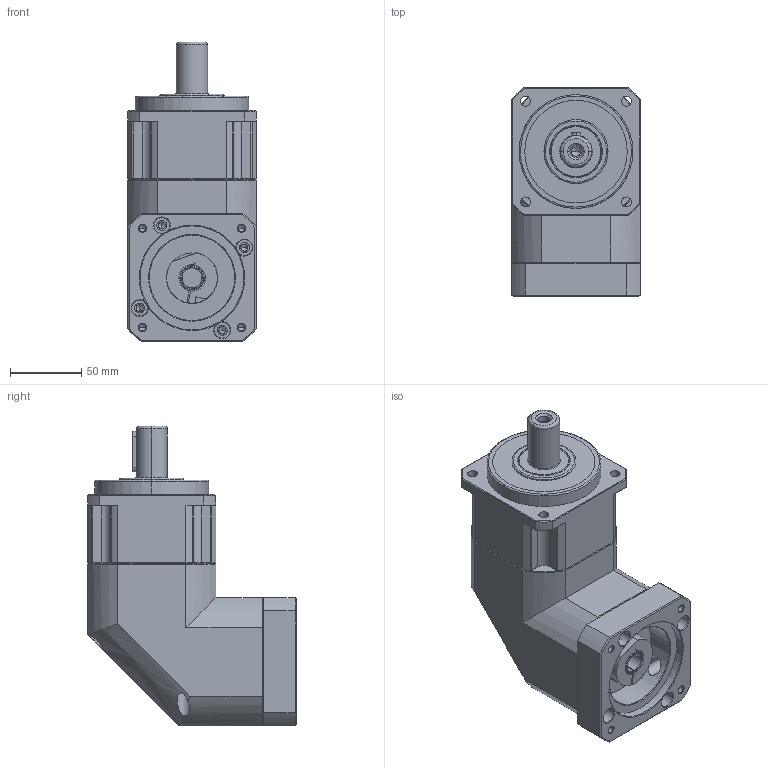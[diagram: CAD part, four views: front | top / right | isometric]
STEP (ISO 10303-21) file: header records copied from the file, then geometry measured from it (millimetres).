
FILE_DESCRIPTION (( 'STEP AP214' ), '1' );
FILE_NAME ('SBL090-L1-14-73-98.4M6.STEP', '2021-12-25T07:04:03', ( 'admin' ), ( '' ), 'SwSTEP 2.0', 'SolidWorks 2013', '' );
FILE_SCHEMA (( 'AUTOMOTIVE_DESIGN' ));
Length unit declared in the file: millimetre
Products named in the file (5): SBL090-14; SB090_X2_8F9351FA7AEF_X0_; SBL090-L1-14-73-98.4M6; SBL090_X2_6CD55170_X0_-73-98.4M6; SBL060_X2_8F9351658F7495017D2773AF_X0_-14
Assembly tree (4 placements, depth 2):
  SBL090-L1-14-73-98.4M6
    SB090_X2_8F9351FA7AEF_X0_
    SBL090-14
    SBL060_X2_8F9351658F7495017D2773AF_X0_-14
    SBL090_X2_6CD55170_X0_-73-98.4M6
Bounding box: 90 x 146.5 x 210.6 mm (x, y, z)
Volume: 1485704.7 mm3; surface area: 163996.5 mm2
Topology: 7 solids, 7 shells, 442 faces, 1121 edges, 696 vertices
Faces by surface type: cylinder 169, plane 159, cone 90, bspline 24
Entity records: 19739 total; most frequent: CARTESIAN_POINT 4201, ORIENTED_EDGE 2202, DIRECTION 2191, EDGE_CURVE 1101, AXIS2_PLACEMENT_3D 856, VERTEX_POINT 696, EDGE_LOOP 503, VECTOR 479
